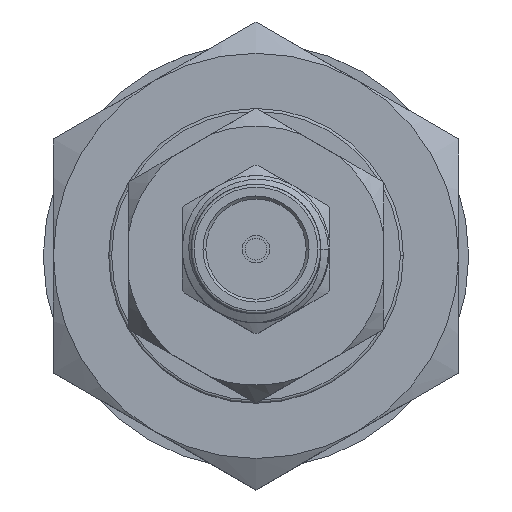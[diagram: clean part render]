
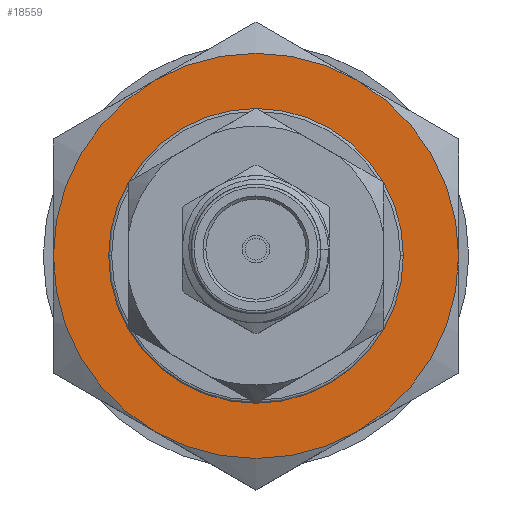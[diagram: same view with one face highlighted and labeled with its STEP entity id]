
A CAD part, top view. The second image highlights one B-rep face of the part: STEP entity #18559.
In plain terms, the highlighted face is planar.
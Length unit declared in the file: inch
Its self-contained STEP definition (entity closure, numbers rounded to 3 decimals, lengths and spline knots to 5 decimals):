
#554 = EDGE_CURVE ( 'NONE', #9728, #17658, #22155, .T. ) ;
#772 = CIRCLE ( 'NONE', #4887, 0.34375 ) ;
#1762 = CIRCLE ( 'NONE', #13056, 0.34375 ) ;
#1956 = AXIS2_PLACEMENT_3D ( 'NONE', #23095, #13835, #11817 ) ;
#2156 = EDGE_CURVE ( 'NONE', #18434, #4599, #772, .T. ) ;
#2878 = CARTESIAN_POINT ( 'NONE',  ( 0.94, 0.34375, 0. ) ) ;
#3072 = ORIENTED_EDGE ( 'NONE', *, *, #19722, .T. ) ;
#3570 = CIRCLE ( 'NONE', #13479, 0.34375 ) ;
#3953 = FACE_OUTER_BOUND ( 'NONE', #21662, .T. ) ;
#4599 = VERTEX_POINT ( 'NONE', #10922 ) ;
#4842 = DIRECTION ( 'NONE',  ( 1., 0., 0. ) ) ;
#4887 = AXIS2_PLACEMENT_3D ( 'NONE', #24422, #26913, #4956 ) ;
#4956 = DIRECTION ( 'NONE',  ( 0., 1., 0. ) ) ;
#5505 = VERTEX_POINT ( 'NONE', #21832 ) ;
#6218 = DIRECTION ( 'NONE',  ( 0., 1., 0. ) ) ;
#6263 = CIRCLE ( 'NONE', #23205, 0.25 ) ;
#6969 = EDGE_CURVE ( 'NONE', #16120, #12062, #6263, .T. ) ;
#7316 = ORIENTED_EDGE ( 'NONE', *, *, #15424, .T. ) ;
#7414 = DIRECTION ( 'NONE',  ( 0., -1., 0. ) ) ;
#7419 = CARTESIAN_POINT ( 'NONE',  ( 0.94, 0., 0. ) ) ;
#8233 = CARTESIAN_POINT ( 'NONE',  ( 0.94, 0., 0. ) ) ;
#9302 = ORIENTED_EDGE ( 'NONE', *, *, #9558, .T. ) ;
#9327 = PLANE ( 'NONE',  #24437 ) ;
#9378 = EDGE_LOOP ( 'NONE', ( #25363, #22178 ) ) ;
#9558 = EDGE_CURVE ( 'NONE', #5505, #9728, #1762, .T. ) ;
#9728 = VERTEX_POINT ( 'NONE', #13428 ) ;
#10922 = CARTESIAN_POINT ( 'NONE',  ( 0.94, -0.17188, 0.2977 ) ) ;
#11320 = AXIS2_PLACEMENT_3D ( 'NONE', #23885, #12686, #26116 ) ;
#11817 = DIRECTION ( 'NONE',  ( 0., 1., 0. ) ) ;
#12062 = VERTEX_POINT ( 'NONE', #13709 ) ;
#12686 = DIRECTION ( 'NONE',  ( 1., 0., 0. ) ) ;
#13056 = AXIS2_PLACEMENT_3D ( 'NONE', #8233, #28121, #6218 ) ;
#13428 = CARTESIAN_POINT ( 'NONE',  ( 0.94, -0.17188, -0.2977 ) ) ;
#13479 = AXIS2_PLACEMENT_3D ( 'NONE', #28060, #14832, #17050 ) ;
#13709 = CARTESIAN_POINT ( 'NONE',  ( 0.94, -0.25, 0. ) ) ;
#13835 = DIRECTION ( 'NONE',  ( 1., 0., 0. ) ) ;
#14072 = DIRECTION ( 'NONE',  ( 0., -1., 0. ) ) ;
#14607 = CIRCLE ( 'NONE', #11320, 0.34375 ) ;
#14832 = DIRECTION ( 'NONE',  ( 1., 0., 0. ) ) ;
#15424 = EDGE_CURVE ( 'NONE', #17658, #18014, #3570, .T. ) ;
#15814 = CARTESIAN_POINT ( 'NONE',  ( 0.94, 0., 0. ) ) ;
#16120 = VERTEX_POINT ( 'NONE', #21788 ) ;
#17050 = DIRECTION ( 'NONE',  ( 0., 1., 0. ) ) ;
#17609 = AXIS2_PLACEMENT_3D ( 'NONE', #7419, #25276, #14072 ) ;
#17658 = VERTEX_POINT ( 'NONE', #21869 ) ;
#18014 = VERTEX_POINT ( 'NONE', #2878 ) ;
#18434 = VERTEX_POINT ( 'NONE', #24590 ) ;
#18559 = ADVANCED_FACE ( 'NONE', ( #23273, #3953 ), #9327, .F. ) ;
#18930 = CARTESIAN_POINT ( 'NONE',  ( 0.94, 0., 0. ) ) ;
#19722 = EDGE_CURVE ( 'NONE', #4599, #5505, #21165, .T. ) ;
#19941 = ORIENTED_EDGE ( 'NONE', *, *, #2156, .T. ) ;
#20243 = DIRECTION ( 'NONE',  ( 0., -1., 0. ) ) ;
#20459 = EDGE_CURVE ( 'NONE', #18014, #18434, #14607, .T. ) ;
#20532 = CARTESIAN_POINT ( 'NONE',  ( 0.94, 0.4, 0. ) ) ;
#20823 = EDGE_CURVE ( 'NONE', #12062, #16120, #21502, .T. ) ;
#21165 = CIRCLE ( 'NONE', #1956, 0.34375 ) ;
#21502 = CIRCLE ( 'NONE', #17609, 0.25 ) ;
#21662 = EDGE_LOOP ( 'NONE', ( #3072, #9302, #28390, #7316, #24487, #19941 ) ) ;
#21788 = CARTESIAN_POINT ( 'NONE',  ( 0.94, 0.25, 0. ) ) ;
#21832 = CARTESIAN_POINT ( 'NONE',  ( 0.94, -0.34375, 0. ) ) ;
#21869 = CARTESIAN_POINT ( 'NONE',  ( 0.94, 0.17187, -0.2977 ) ) ;
#22155 = CIRCLE ( 'NONE', #23671, 0.34375 ) ;
#22178 = ORIENTED_EDGE ( 'NONE', *, *, #6969, .F. ) ;
#22646 = DIRECTION ( 'NONE',  ( -1., 0., 0. ) ) ;
#23095 = CARTESIAN_POINT ( 'NONE',  ( 0.94, 0., 0. ) ) ;
#23104 = DIRECTION ( 'NONE',  ( 1., 0., 0. ) ) ;
#23205 = AXIS2_PLACEMENT_3D ( 'NONE', #15814, #4842, #20243 ) ;
#23273 = FACE_BOUND ( 'NONE', #9378, .T. ) ;
#23671 = AXIS2_PLACEMENT_3D ( 'NONE', #18930, #23104, #25519 ) ;
#23885 = CARTESIAN_POINT ( 'NONE',  ( 0.94, 0., 0. ) ) ;
#24422 = CARTESIAN_POINT ( 'NONE',  ( 0.94, 0., 0. ) ) ;
#24437 = AXIS2_PLACEMENT_3D ( 'NONE', #20532, #22646, #7414 ) ;
#24487 = ORIENTED_EDGE ( 'NONE', *, *, #20459, .T. ) ;
#24590 = CARTESIAN_POINT ( 'NONE',  ( 0.94, 0.17187, 0.2977 ) ) ;
#25276 = DIRECTION ( 'NONE',  ( 1., 0., 0. ) ) ;
#25363 = ORIENTED_EDGE ( 'NONE', *, *, #20823, .F. ) ;
#25519 = DIRECTION ( 'NONE',  ( 0., 1., 0. ) ) ;
#26116 = DIRECTION ( 'NONE',  ( 0., 1., 0. ) ) ;
#26913 = DIRECTION ( 'NONE',  ( 1., 0., 0. ) ) ;
#28060 = CARTESIAN_POINT ( 'NONE',  ( 0.94, 0., 0. ) ) ;
#28121 = DIRECTION ( 'NONE',  ( 1., 0., 0. ) ) ;
#28390 = ORIENTED_EDGE ( 'NONE', *, *, #554, .T. ) ;
